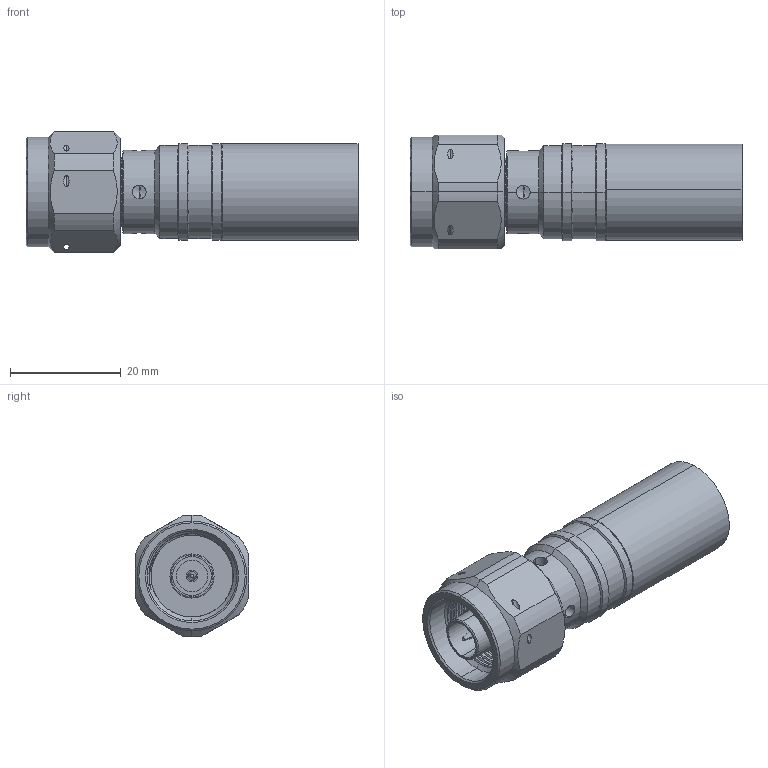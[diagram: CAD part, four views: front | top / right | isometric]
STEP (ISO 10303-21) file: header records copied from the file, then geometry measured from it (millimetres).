
FILE_DESCRIPTION (( 'STEP AP203' ), '1' );
FILE_NAME ('3190-8216(EZ-600-NMH-LW-X).STEP', '2021-04-09T08:10:15', ( '' ), ( '' ), 'SwSTEP 2.0', 'SolidWorks 2018', '' );
FILE_SCHEMA (( 'CONFIG_CONTROL_DESIGN' ));
Length unit declared in the file: millimetre
Products named in the file (1): 3190-8216(EZ-600-NMH-LW-X)
Bounding box: 59.95 x 20.57 x 22 mm (x, y, z)
Volume: 11588.5 mm3; surface area: 8035 mm2
Topology: 1 solids, 1 shells, 170 faces, 389 edges, 237 vertices
Faces by surface type: cylinder 80, cone 52, plane 30, bspline 5, torus 3
Entity records: 6023 total; most frequent: CARTESIAN_POINT 2183, DIRECTION 817, ORIENTED_EDGE 762, EDGE_CURVE 381, AXIS2_PLACEMENT_3D 337, VERTEX_POINT 237, EDGE_LOOP 200, CIRCLE 171
